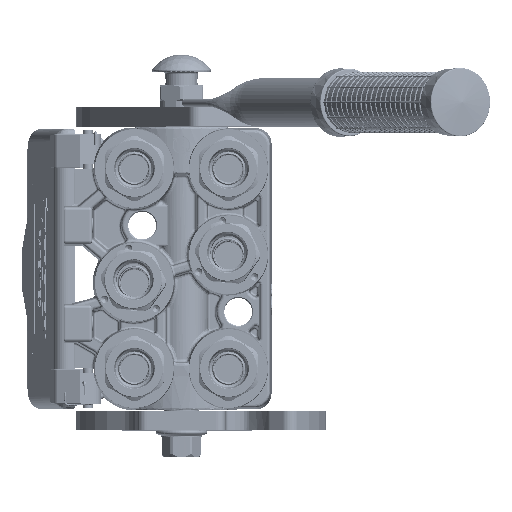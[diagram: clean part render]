
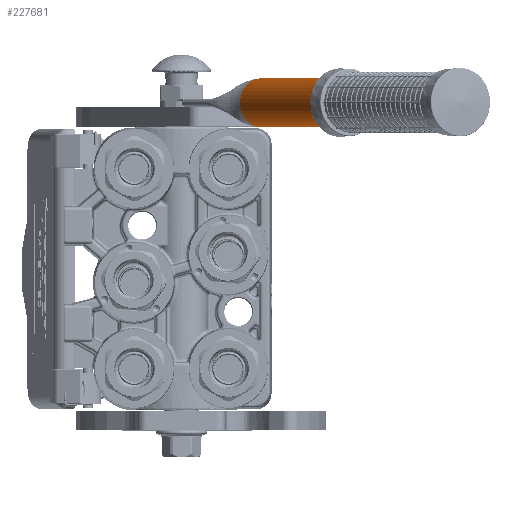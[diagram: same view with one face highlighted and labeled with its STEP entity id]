
A CAD part, top view. The second image highlights one B-rep face of the part: STEP entity #227681.
In plain terms, the highlighted cylindrical face has radius 12.5 mm (diameter 25 mm), a partial arc.
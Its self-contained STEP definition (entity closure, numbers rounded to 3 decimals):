
#1711 = DIRECTION ( 'NONE',  ( 0., 1., 0. ) ) ;
#6488 = CARTESIAN_POINT ( 'NONE',  ( 12.441, 0.049, -1.219 ) ) ;
#9321 = CARTESIAN_POINT ( 'NONE',  ( -12.488, 0.202, -0.541 ) ) ;
#11025 = CARTESIAN_POINT ( 'NONE',  ( -12.494, 0.22, -0.394 ) ) ;
#14990 = VERTEX_POINT ( 'NONE', #110166 ) ;
#18514 = EDGE_CURVE ( 'NONE', #245069, #162146, #253076, .T. ) ;
#19103 = EDGE_CURVE ( 'NONE', #245069, #112100, #161605, .T. ) ;
#21401 = EDGE_LOOP ( 'NONE', ( #52861, #161714, #82768, #33162, #75632, #146655, #37911 ) ) ;
#21695 = DIRECTION ( 'NONE',  ( 0., 1., 0. ) ) ;
#26282 = CARTESIAN_POINT ( 'NONE',  ( 12.5, 0.24, 0. ) ) ;
#27120 = CIRCLE ( 'NONE', #159921, 12.5 ) ;
#27292 = CIRCLE ( 'NONE', #188725, 12.5 ) ;
#29153 = CARTESIAN_POINT ( 'NONE',  ( -12.481, 0.178, -0.688 ) ) ;
#29203 = B_SPLINE_CURVE_WITH_KNOTS ( 'NONE', 3,
 ( #129340, #31689, #167352, #11025, #169925, #9321, #106907, #50622, #147438, #70511, #90393, #29153, #148268, #186393, #146595 ),
 .UNSPECIFIED., .F., .F.,
 ( 4, 2, 2, 1, 1, 1, 2, 2, 4 ),
 ( 0., 0.25, 0.375, 0.438, 0.469, 0.484, 0.492, 0.5, 1. ),
 .UNSPECIFIED. ) ;
#31689 = CARTESIAN_POINT ( 'NONE',  ( -12.5, 0.24, -0.108 ) ) ;
#33162 = ORIENTED_EDGE ( 'NONE', *, *, #152748, .T. ) ;
#37911 = ORIENTED_EDGE ( 'NONE', *, *, #19103, .F. ) ;
#38506 = DIRECTION ( 'NONE',  ( 0., 1., 0. ) ) ;
#40421 = CARTESIAN_POINT ( 'NONE',  ( 0., 0., 0. ) ) ;
#40942 = CARTESIAN_POINT ( 'NONE',  ( -12.5, 0.24, 0. ) ) ;
#49435 = CARTESIAN_POINT ( 'NONE',  ( 12.474, 0.155, -0.804 ) ) ;
#50545 = CARTESIAN_POINT ( 'NONE',  ( 0., 0., 0. ) ) ;
#50622 = CARTESIAN_POINT ( 'NONE',  ( -12.484, 0.186, -0.638 ) ) ;
#52861 = ORIENTED_EDGE ( 'NONE', *, *, #18514, .T. ) ;
#55080 = FACE_OUTER_BOUND ( 'NONE', #21401, .T. ) ;
#65924 = CARTESIAN_POINT ( 'NONE',  ( 12.466, 0.127, -0.927 ) ) ;
#67608 = CARTESIAN_POINT ( 'NONE',  ( 12.478, 0.167, -0.748 ) ) ;
#70511 = CARTESIAN_POINT ( 'NONE',  ( -12.482, 0.18, -0.676 ) ) ;
#75632 = ORIENTED_EDGE ( 'NONE', *, *, #222350, .F. ) ;
#80668 = CARTESIAN_POINT ( 'NONE',  ( 12.426, 0., -1.36 ) ) ;
#82768 = ORIENTED_EDGE ( 'NONE', *, *, #147258, .F. ) ;
#83049 = VECTOR ( 'NONE', #21695, 1000. ) ;
#85846 = EDGE_CURVE ( 'NONE', #112100, #14990, #253262, .T. ) ;
#90393 = CARTESIAN_POINT ( 'NONE',  ( -12.481, 0.178, -0.683 ) ) ;
#104866 = CARTESIAN_POINT ( 'NONE',  ( 12.471, 0.146, -0.847 ) ) ;
#105710 = CARTESIAN_POINT ( 'NONE',  ( 12.464, 0.121, -0.953 ) ) ;
#106907 = CARTESIAN_POINT ( 'NONE',  ( -12.486, 0.195, -0.586 ) ) ;
#110166 = CARTESIAN_POINT ( 'NONE',  ( 12.5, 198., 0. ) ) ;
#110245 = CARTESIAN_POINT ( 'NONE',  ( 12.426, 0., -1.36 ) ) ;
#111961 = DIRECTION ( 'NONE',  ( 0.994, 0., -0.109 ) ) ;
#112100 = VERTEX_POINT ( 'NONE', #212731 ) ;
#118014 = DIRECTION ( 'NONE',  ( 1., 0., 0. ) ) ;
#118588 = CARTESIAN_POINT ( 'NONE',  ( -12.5, 0.24, 0. ) ) ;
#124741 = CARTESIAN_POINT ( 'NONE',  ( 12.466, 0.13, -0.917 ) ) ;
#125592 = CARTESIAN_POINT ( 'NONE',  ( 12.467, 0.131, -0.91 ) ) ;
#129340 = CARTESIAN_POINT ( 'NONE',  ( -12.5, 0.24, 0. ) ) ;
#129920 = VERTEX_POINT ( 'NONE', #239882 ) ;
#136718 = DIRECTION ( 'NONE',  ( 0., 1., 0. ) ) ;
#140381 = CARTESIAN_POINT ( 'NONE',  ( 0., 0., 0. ) ) ;
#144594 = CARTESIAN_POINT ( 'NONE',  ( 12.479, 0.172, -0.721 ) ) ;
#145199 = VERTEX_POINT ( 'NONE', #205574 ) ;
#146595 = CARTESIAN_POINT ( 'NONE',  ( -12.426, 0., -1.36 ) ) ;
#146655 = ORIENTED_EDGE ( 'NONE', *, *, #85846, .F. ) ;
#147082 = CARTESIAN_POINT ( 'NONE',  ( 12.5, 0.24, -0.216 ) ) ;
#147258 = EDGE_CURVE ( 'NONE', #176405, #129920, #29203, .T. ) ;
#147438 = CARTESIAN_POINT ( 'NONE',  ( -12.482, 0.182, -0.665 ) ) ;
#147931 = CARTESIAN_POINT ( 'NONE',  ( 12.461, 0.114, -0.981 ) ) ;
#148268 = CARTESIAN_POINT ( 'NONE',  ( -12.472, 0.146, -0.859 ) ) ;
#152748 = EDGE_CURVE ( 'NONE', #176405, #145199, #184004, .T. ) ;
#159921 = AXIS2_PLACEMENT_3D ( 'NONE', #214814, #38506, #118014 ) ;
#161083 = DIRECTION ( 'NONE',  ( 1., 0., 0. ) ) ;
#161605 = B_SPLINE_CURVE_WITH_KNOTS ( 'NONE', 3,
 ( #80668, #6488, #244041, #147931, #105710, #65924, #124741, #125592, #205881, #104866, #49435, #67608, #144594, #184361, #147082, #26282 ),
 .UNSPECIFIED., .F., .F.,
 ( 4, 2, 1, 2, 2, 1, 2, 2, 4 ),
 ( 0., 0.25, 0.313, 0.328, 0.344, 0.375, 0.438, 0.5, 1. ),
 .UNSPECIFIED. ) ;
#161714 = ORIENTED_EDGE ( 'NONE', *, *, #241390, .T. ) ;
#162146 = VERTEX_POINT ( 'NONE', #255546 ) ;
#167352 = CARTESIAN_POINT ( 'NONE',  ( -12.499, 0.235, -0.221 ) ) ;
#169925 = CARTESIAN_POINT ( 'NONE',  ( -12.492, 0.214, -0.452 ) ) ;
#176110 = AXIS2_PLACEMENT_3D ( 'NONE', #40421, #1711, #178729 ) ;
#176405 = VERTEX_POINT ( 'NONE', #40942 ) ;
#178729 = DIRECTION ( 'NONE',  ( 0.994, 0., -0.109 ) ) ;
#184004 = LINE ( 'NONE', #118588, #252249 ) ;
#184361 = CARTESIAN_POINT ( 'NONE',  ( 12.494, 0.221, -0.449 ) ) ;
#186393 = CARTESIAN_POINT ( 'NONE',  ( -12.456, 0.096, -1.087 ) ) ;
#188681 = AXIS2_PLACEMENT_3D ( 'NONE', #140381, #201649, #161083 ) ;
#188725 = AXIS2_PLACEMENT_3D ( 'NONE', #50545, #208719, #111961 ) ;
#201649 = DIRECTION ( 'NONE',  ( 0., -1., 0. ) ) ;
#205574 = CARTESIAN_POINT ( 'NONE',  ( -12.5, 198., 0. ) ) ;
#205881 = CARTESIAN_POINT ( 'NONE',  ( 12.468, 0.136, -0.889 ) ) ;
#208719 = DIRECTION ( 'NONE',  ( 0., 1., 0. ) ) ;
#212731 = CARTESIAN_POINT ( 'NONE',  ( 12.5, 0.24, 0. ) ) ;
#214814 = CARTESIAN_POINT ( 'NONE',  ( 0., 198., 0. ) ) ;
#222350 = EDGE_CURVE ( 'NONE', #14990, #145199, #27120, .T. ) ;
#227681 = ADVANCED_FACE ( 'NONE', ( #55080 ), #231450, .T. ) ;
#231450 = CYLINDRICAL_SURFACE ( 'NONE', #188681, 12.5 ) ;
#239456 = CARTESIAN_POINT ( 'NONE',  ( 12.5, 0.24, 0. ) ) ;
#239882 = CARTESIAN_POINT ( 'NONE',  ( -12.426, 0., -1.36 ) ) ;
#241390 = EDGE_CURVE ( 'NONE', #162146, #129920, #27292, .T. ) ;
#244041 = CARTESIAN_POINT ( 'NONE',  ( 12.452, 0.083, -1.1 ) ) ;
#245069 = VERTEX_POINT ( 'NONE', #110245 ) ;
#252249 = VECTOR ( 'NONE', #136718, 1000. ) ;
#253076 = CIRCLE ( 'NONE', #176110, 12.5 ) ;
#253262 = LINE ( 'NONE', #239456, #83049 ) ;
#255546 = CARTESIAN_POINT ( 'NONE',  ( 0., 0., -12.5 ) ) ;
